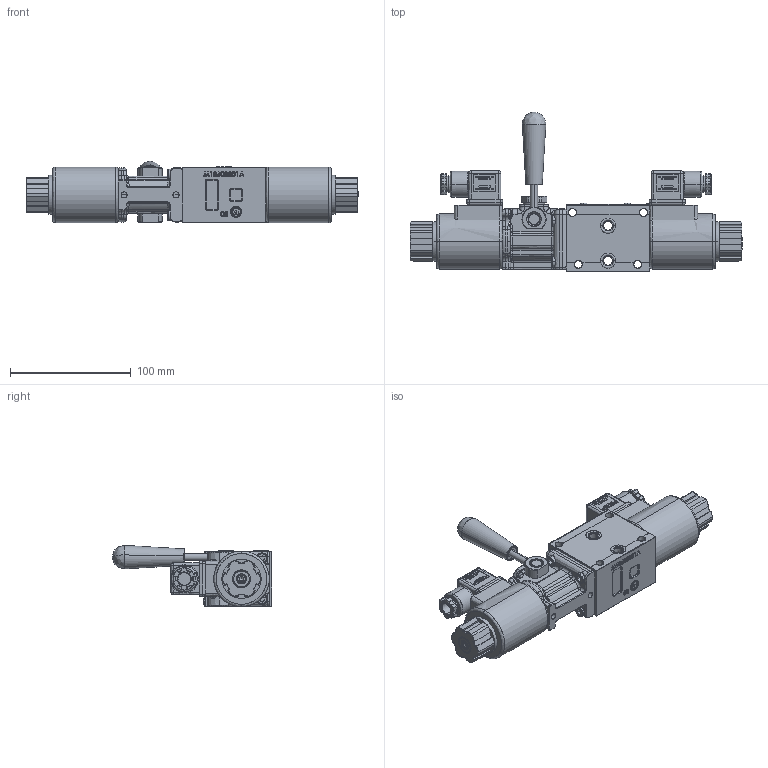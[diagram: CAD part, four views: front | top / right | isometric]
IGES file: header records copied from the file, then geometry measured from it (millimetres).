
Start section: SolidWorks IGES file using analytic representation for surfaces
Global section: file name: CDB3AE--C-LY3.igs; native system: SolidWorks 2012; preprocessor: SolidWorks 2012; author: serviziopdm; date: 131010.083102; units: millimetre
Bounding box: 275 x 132 x 50.75 mm (x, y, z)
Surface area: 89298.8 mm2 (no closed solid volume)
Topology: 0 solids, 0 shells, 1414 faces, 18077 edges, 18032 vertices
Faces by surface type: bspline 787, revolution 627
